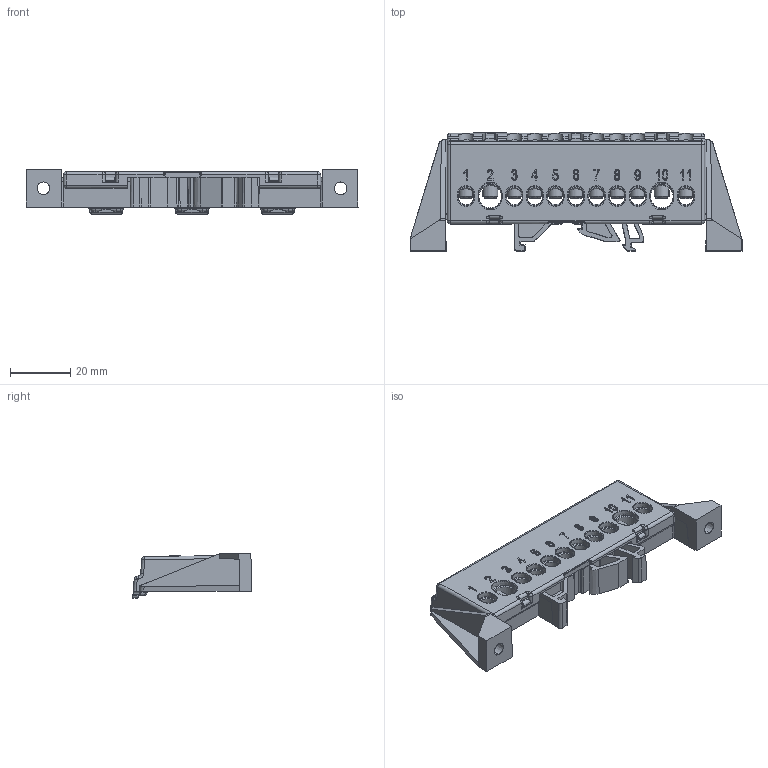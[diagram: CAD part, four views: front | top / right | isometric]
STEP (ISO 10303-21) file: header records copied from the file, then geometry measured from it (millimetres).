
FILE_DESCRIPTION (( 'STEP AP214' ), '1' );
FILE_NAME ('KSN-2-8x12-11.STEP', '2023-11-03T08:06:40', ( '' ), ( '' ), 'SwSTEP 2.0', 'SolidWorks 2022', '' );
FILE_SCHEMA (( 'AUTOMOTIVE_DESIGN' ));
Length unit declared in the file: millimetre
Products named in the file (6): KSN-2-8x12-11; Cover 11; Holder8x12-11-уклоны_уклоны; BHBT-3-8x12.11.01; Винт М5х10_20140212; BHBT-3-8x12.11.00
Assembly tree (15 placements, depth 3):
  KSN-2-8x12-11
    Holder8x12-11-уклоны_уклоны
    Cover 11
    BHBT-3-8x12.11.00
      BHBT-3-8x12.11.01
      Винт М5х10_20140212  x11
Bounding box: 109.89 x 39.24 x 14.83 mm (x, y, z)
Volume: 21797.1 mm3; surface area: 25529.5 mm2
Topology: 14 solids, 14 shells, 1662 faces, 4543 edges, 2903 vertices
Faces by surface type: plane 771, cylinder 393, cone 214, torus 158, bspline 114, sphere 12
Entity records: 43322 total; most frequent: CARTESIAN_POINT 14947, ORIENTED_EDGE 6386, DIRECTION 5128, EDGE_CURVE 3193, VERTEX_POINT 2051, VECTOR 1874, LINE 1874, AXIS2_PLACEMENT_3D 1627
